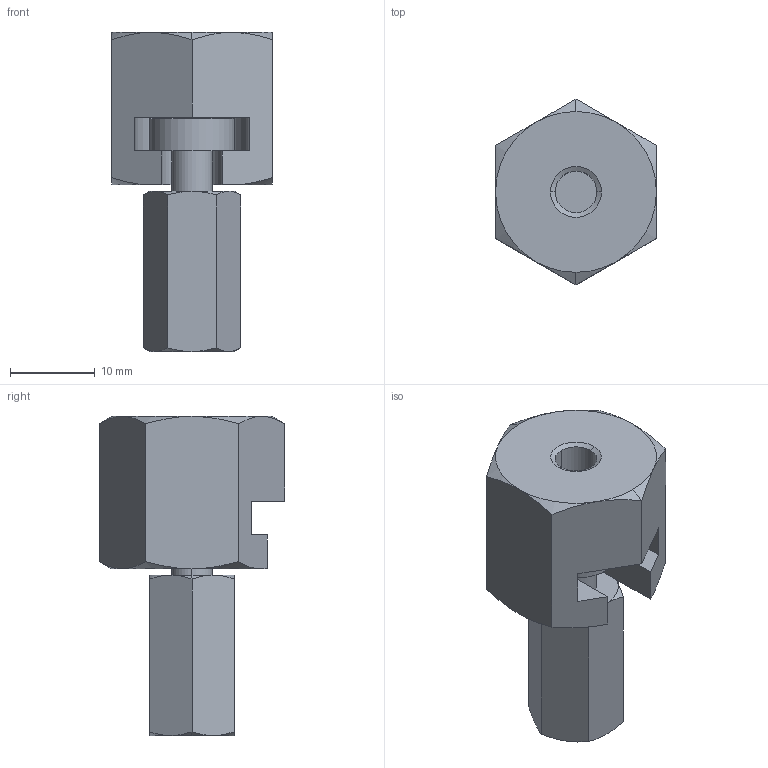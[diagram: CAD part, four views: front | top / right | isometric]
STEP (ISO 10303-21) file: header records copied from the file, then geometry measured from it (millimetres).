
FILE_DESCRIPTION(('STEP AP214'),'1');
FILE_NAME(' ',' ',('TraceParts'),('TraceParts S.A.'),'XStep 1.0',' ',' ');
FILE_SCHEMA(('automotive_design'));
Length unit declared in the file: millimetre
Products named in the file (2): 1; 2
Bounding box: 19 x 21.94 x 37.7 mm (x, y, z)
Volume: 6059 mm3; surface area: 3604.3 mm2
Topology: 2 solids, 2 shells, 77 faces, 177 edges, 106 vertices
Faces by surface type: cone 38, plane 25, cylinder 14
Entity records: 4163 total; most frequent: CARTESIAN_POINT 460, STYLED_ITEM 360, PRESENTATION_STYLE_ASSIGNMENT 360, COLOUR_RGB 360, DIRECTION 351, ORIENTED_EDGE 350, EDGE_CURVE 175, CURVE_STYLE 175
